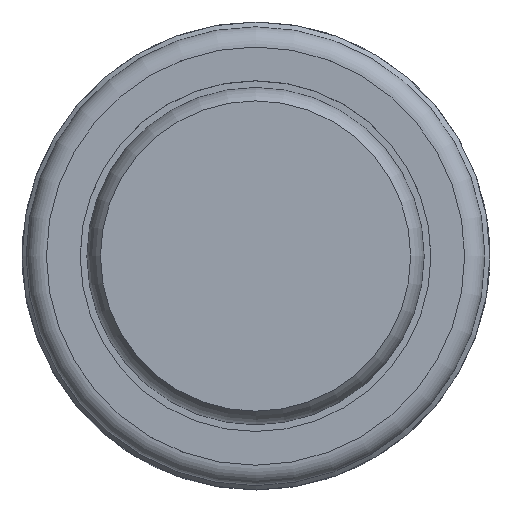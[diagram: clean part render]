
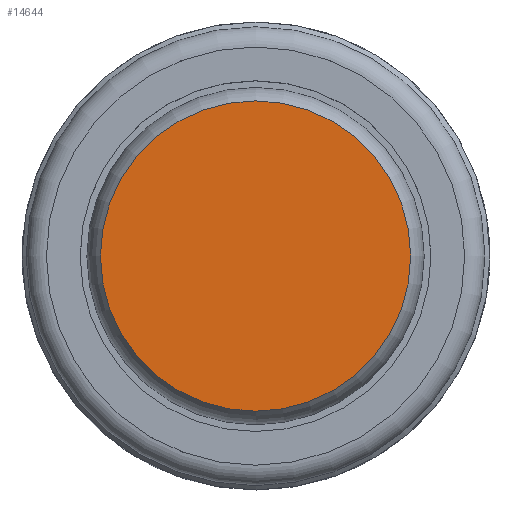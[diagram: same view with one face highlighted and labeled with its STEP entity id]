
A CAD part, top view. The second image highlights one B-rep face of the part: STEP entity #14644.
In plain terms, the highlighted planar face has unit normal (0, 0, 1).
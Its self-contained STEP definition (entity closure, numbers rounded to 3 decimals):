
#1171=PLANE('',#15670);
#1701=FACE_OUTER_BOUND('',#2568,.T.);
#2568=EDGE_LOOP('',(#11235));
#3326=CIRCLE('',#15667,11.5);
#6621=VERTEX_POINT('',#21397);
#8278=EDGE_CURVE('',#6621,#6621,#3326,.T.);
#11235=ORIENTED_EDGE('',*,*,#8278,.F.);
#14644=ADVANCED_FACE('',(#1701),#1171,.T.);
#15667=AXIS2_PLACEMENT_3D('',#21399,#17567,#17568);
#15670=AXIS2_PLACEMENT_3D('',#21404,#17574,#17575);
#17567=DIRECTION('center_axis',(0.,0.,-1.));
#17568=DIRECTION('ref_axis',(-1.,0.,0.));
#17574=DIRECTION('center_axis',(0.,0.,1.));
#17575=DIRECTION('ref_axis',(-1.,0.,0.));
#21397=CARTESIAN_POINT('',(-61.5,0.,15.1));
#21399=CARTESIAN_POINT('Origin',(-50.,0.,15.1));
#21404=CARTESIAN_POINT('Origin',(-50.,0.,15.1));
